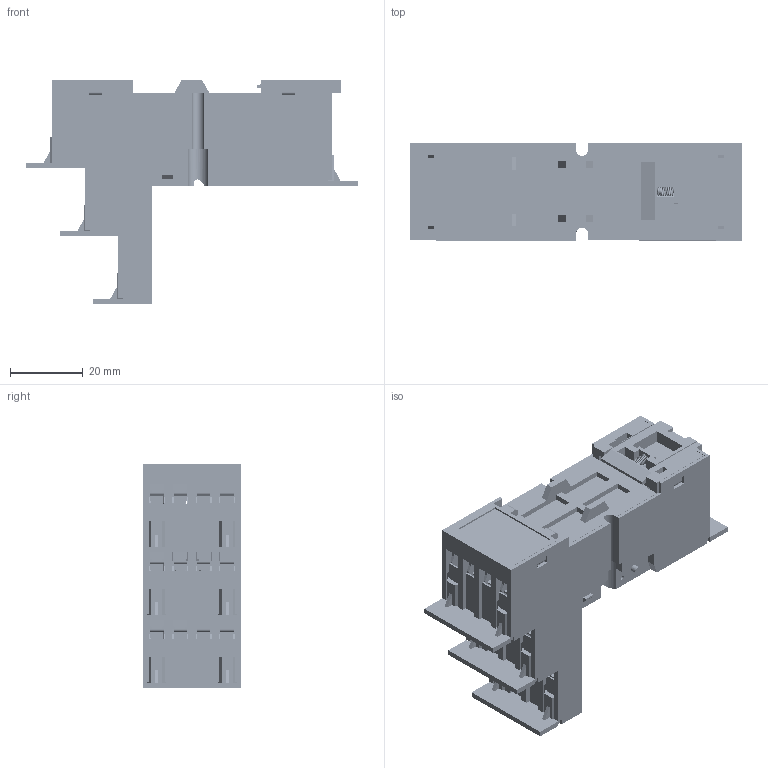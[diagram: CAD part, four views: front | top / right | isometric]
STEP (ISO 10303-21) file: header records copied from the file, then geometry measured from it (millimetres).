
FILE_DESCRIPTION((''),'2;1');
FILE_NAME('PRT0001','2022-12-14T10:54:11',('Administrator'),(''),'CREO PARAMETRIC BY PTC INC, 2020053','CREO PARAMETRIC BY PTC INC, 2020053','');
FILE_SCHEMA(('CONFIG_CONTROL_DESIGN'));
Products named in the file (1): PRT0001
Bounding box: 91 x 26.8 x 61.5 mm (x, y, z)
Volume: 23375.7 mm3; surface area: 45877.3 mm2
Topology: 70 solids, 70 shells, 4693 faces, 13369 edges, 8821 vertices
Faces by surface type: plane 3105, cylinder 1312, bspline 276
Entity records: 364141 total; most frequent: CARTESIAN_POINT 243999, ORIENTED_EDGE 26738, DIRECTION 22225, EDGE_CURVE 13369, VECTOR 10011, LINE 10011, VERTEX_POINT 8821, AXIS2_PLACEMENT_3D 6107
